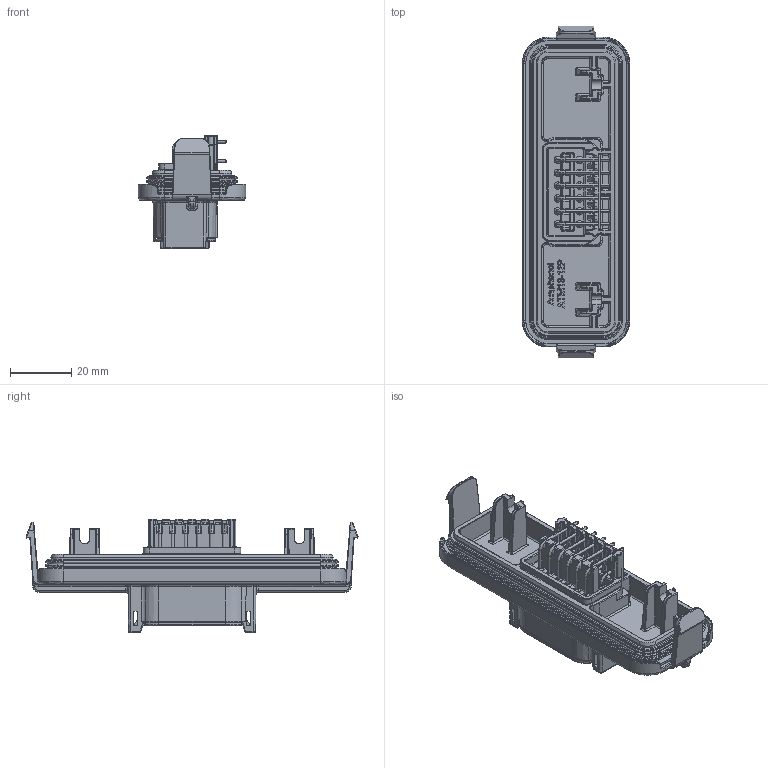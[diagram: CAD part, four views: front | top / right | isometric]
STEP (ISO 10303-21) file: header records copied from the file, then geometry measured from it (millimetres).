
FILE_DESCRIPTION (( 'STEP AP214' ), '1' );
FILE_NAME ('ATM13-12PD-GR01-CUSTOMER-MODEL.STEP', '2019-05-17T19:23:54', ( '' ), ( '' ), 'SwSTEP 2.0', 'SolidWorks 2019', '' );
FILE_SCHEMA (( 'AUTOMOTIVE_DESIGN' ));
Length unit declared in the file: millimetre
Products named in the file (1): ATM13-12PD-GR01-CUSTOMER-MODEL
Bounding box: 35 x 108.3 x 36.9 mm (x, y, z)
Volume: 25538.1 mm3; surface area: 26238.4 mm2
Topology: 1 solids, 5 shells, 2845 faces, 7334 edges, 4364 vertices
Faces by surface type: bspline 1044, cylinder 909, plane 765, cone 123, torus 4
Entity records: 111600 total; most frequent: CARTESIAN_POINT 50958, ORIENTED_EDGE 14280, DIRECTION 10333, EDGE_CURVE 7140, VERTEX_POINT 4364, AXIS2_PLACEMENT_3D 3611, VECTOR 3111, LINE 3111
